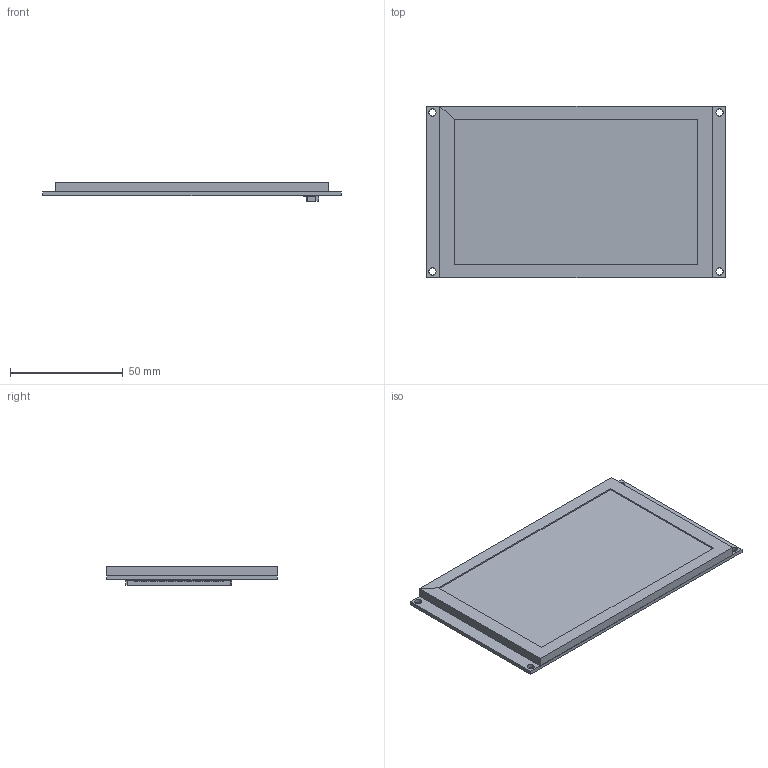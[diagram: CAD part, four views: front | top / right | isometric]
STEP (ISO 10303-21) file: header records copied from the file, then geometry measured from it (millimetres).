
FILE_DESCRIPTION(('Open CASCADE Model'),'2;1');
FILE_NAME('Open CASCADE Shape Model','2016-01-18T19:15:53',('Author'),( 'Open CASCADE'),'Open CASCADE STEP processor 6.5','Open CASCADE 6.5' ,'Unknown');
FILE_SCHEMA(('AUTOMOTIVE_DESIGN { 1 0 10303 214 1 1 1 1 }'));
Length unit declared in the file: millimetre
Products named in the file (24): PCB; Board; Open CASCADE STEP translator 6.5 3.2; 584045328; Extruded; 584045200; 584045072; 584010000; 584042512; 584042896; 584045712; 584045584; Free-Models; 584045456; 584045968
Assembly tree (102 placements, depth 4):
  PCB
    Board
    Open CASCADE STEP translator 6.5 3.2
      584045328
        Extruded
      584045200
        Extruded
      584045072
        Extruded
      584010000  x40
        Extruded
      584042512
        Extruded
      584042896
        Extruded
      584045712  x40
        Extruded
      584045584  x2
        Extruded
    Free-Models
      584045456
        Extruded
      584045968
        Extruded
Bounding box: 132.7 x 76 x 8.29 mm (x, y, z)
Volume: 50989.1 mm3; surface area: 44682.8 mm2
Topology: 90 solids, 90 shells, 653 faces, 1417 edges, 942 vertices
Faces by surface type: plane 649, cylinder 4
Full cylindrical faces by diameter (mm): 3.2 x4
Entity records: 12692 total; most frequent: CARTESIAN_POINT 2047, DIRECTION 1971, LINE 1391, VECTOR 1391, ORIENTED_EDGE 942, PCURVE 938, DEFINITIONAL_REPRESENTATION 938, EDGE_CURVE 469
